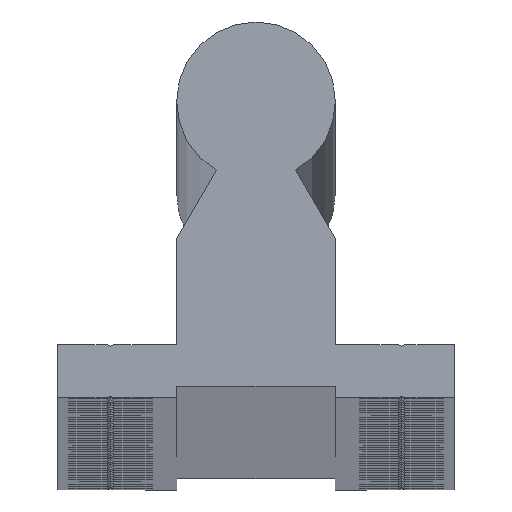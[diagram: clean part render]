
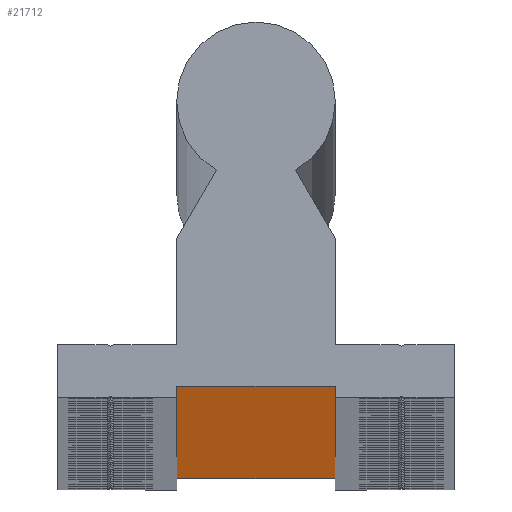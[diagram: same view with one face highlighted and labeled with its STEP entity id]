
A CAD part, top view. The second image highlights one B-rep face of the part: STEP entity #21712.
In plain terms, the highlighted planar face has unit normal (0, -1, 0).
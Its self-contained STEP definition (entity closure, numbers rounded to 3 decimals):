
#1087 = VECTOR ( 'NONE', #13207, 1000. ) ;
#1393 = AXIS2_PLACEMENT_3D ( 'NONE', #11577, #14123, #22410 ) ;
#1945 = CARTESIAN_POINT ( 'NONE',  ( -6., 0.85, 4000. ) ) ;
#2834 = EDGE_CURVE ( 'NONE', #11797, #15662, #13605, .T. ) ;
#3271 = FACE_OUTER_BOUND ( 'NONE', #9475, .T. ) ;
#5019 = VECTOR ( 'NONE', #22631, 1000. ) ;
#5506 = EDGE_CURVE ( 'NONE', #15662, #20345, #11136, .T. ) ;
#5963 = ORIENTED_EDGE ( 'NONE', *, *, #7943, .F. ) ;
#7101 = ORIENTED_EDGE ( 'NONE', *, *, #8666, .F. ) ;
#7336 = DIRECTION ( 'NONE',  ( 0., 0., -1. ) ) ;
#7943 = EDGE_CURVE ( 'NONE', #11797, #11885, #18690, .T. ) ;
#8449 = ORIENTED_EDGE ( 'NONE', *, *, #5506, .T. ) ;
#8666 = EDGE_CURVE ( 'NONE', #11885, #20345, #21618, .T. ) ;
#9209 = ORIENTED_EDGE ( 'NONE', *, *, #2834, .T. ) ;
#9475 = EDGE_LOOP ( 'NONE', ( #8449, #7101, #5963, #9209 ) ) ;
#9828 = VECTOR ( 'NONE', #13461, 1000. ) ;
#10253 = CARTESIAN_POINT ( 'NONE',  ( -6., 0.85, 4000. ) ) ;
#10793 = CARTESIAN_POINT ( 'NONE',  ( 6., 0.85, 4000. ) ) ;
#11136 = LINE ( 'NONE', #13583, #9828 ) ;
#11419 = CARTESIAN_POINT ( 'NONE',  ( 6., 0.85, 0. ) ) ;
#11577 = CARTESIAN_POINT ( 'NONE',  ( -6., 0.85, 4000. ) ) ;
#11797 = VERTEX_POINT ( 'NONE', #10253 ) ;
#11885 = VERTEX_POINT ( 'NONE', #10793 ) ;
#13207 = DIRECTION ( 'NONE',  ( 0., 0., -1. ) ) ;
#13461 = DIRECTION ( 'NONE',  ( 1., 0., 0. ) ) ;
#13583 = CARTESIAN_POINT ( 'NONE',  ( -6., 0.85, 0. ) ) ;
#13605 = LINE ( 'NONE', #25858, #1087 ) ;
#14123 = DIRECTION ( 'NONE',  ( 0., 1., 0. ) ) ;
#15662 = VERTEX_POINT ( 'NONE', #20007 ) ;
#17637 = VECTOR ( 'NONE', #7336, 1000. ) ;
#18690 = LINE ( 'NONE', #1945, #5019 ) ;
#20007 = CARTESIAN_POINT ( 'NONE',  ( -6., 0.85, 0. ) ) ;
#20345 = VERTEX_POINT ( 'NONE', #11419 ) ;
#21618 = LINE ( 'NONE', #26003, #17637 ) ;
#21712 = ADVANCED_FACE ( 'NONE', ( #3271 ), #24469, .F. ) ;
#22410 = DIRECTION ( 'NONE',  ( 0., 0., 1. ) ) ;
#22631 = DIRECTION ( 'NONE',  ( 1., 0., 0. ) ) ;
#24469 = PLANE ( 'NONE',  #1393 ) ;
#25858 = CARTESIAN_POINT ( 'NONE',  ( -6., 0.85, 4000. ) ) ;
#26003 = CARTESIAN_POINT ( 'NONE',  ( 6., 0.85, 4000. ) ) ;
